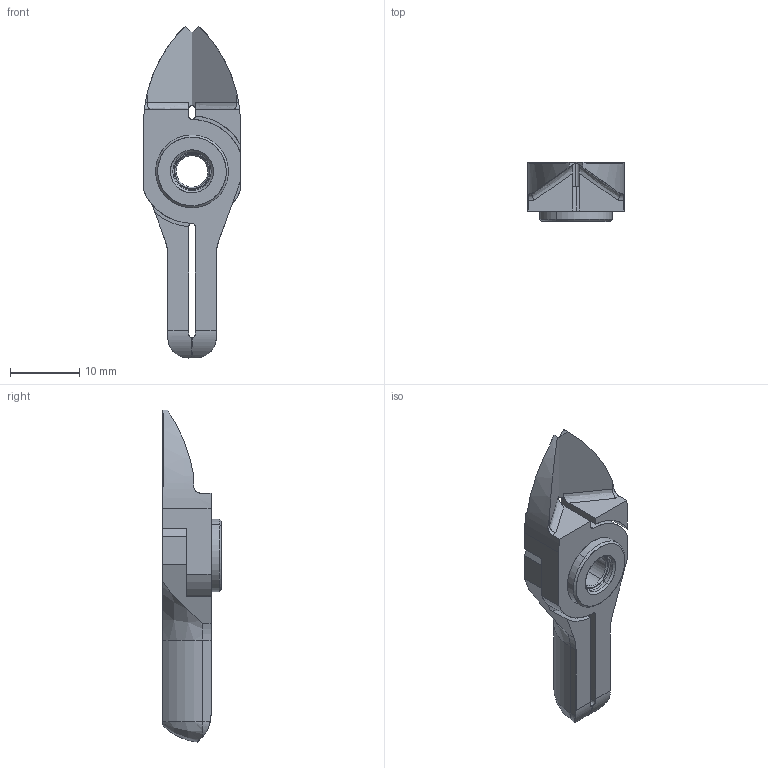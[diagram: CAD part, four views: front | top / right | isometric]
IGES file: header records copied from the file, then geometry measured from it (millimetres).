
Start section: SolidWorks IGES file using analytic representation for surfaces
Global section: file name: aNY03RAJ.IGS; native system: SolidWorks 2009; preprocessor: SolidWorks 2009; author: ƒxƒbƒZƒ‹Šé‰æŠJ”­•”; date: 180822.134624; units: millimetre
Bounding box: 14 x 8.5 x 47.96 mm (x, y, z)
Surface area: 2788.9 mm2 (no closed solid volume)
Topology: 0 solids, 0 shells, 125 faces, 1464 edges, 1460 vertices
Faces by surface type: revolution 76, bspline 49
